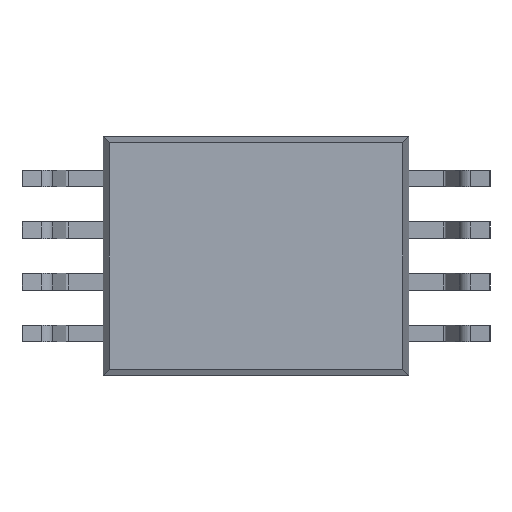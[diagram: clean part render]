
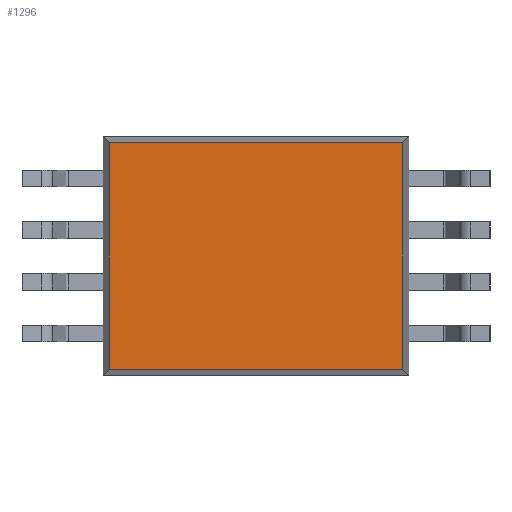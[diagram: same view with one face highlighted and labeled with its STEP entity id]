
A CAD part, front view. The second image highlights one B-rep face of the part: STEP entity #1296.
In plain terms, the highlighted planar face has unit normal (0, -1, 0).
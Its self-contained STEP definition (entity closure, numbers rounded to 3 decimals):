
#18 = VECTOR ( 'NONE', #2925, 1000. ) ;
#37 = ORIENTED_EDGE ( 'NONE', *, *, #1305, .T. ) ;
#304 = EDGE_CURVE ( 'NONE', #3908, #3208, #2893, .T. ) ;
#365 = EDGE_LOOP ( 'NONE', ( #37, #1950, #3693, #2443 ) ) ;
#440 = VECTOR ( 'NONE', #2241, 1000. ) ;
#584 = FACE_OUTER_BOUND ( 'NONE', #365, .T. ) ;
#783 = CARTESIAN_POINT ( 'NONE',  ( 3.602, 0.46, 2.777 ) ) ;
#864 = LINE ( 'NONE', #2937, #18 ) ;
#995 = CARTESIAN_POINT ( 'NONE',  ( 3.602, 0.46, -2.925 ) ) ;
#1028 = VERTEX_POINT ( 'NONE', #4088 ) ;
#1030 = CARTESIAN_POINT ( 'NONE',  ( -3.602, 0.46, 2.925 ) ) ;
#1296 = ADVANCED_FACE ( 'NONE', ( #584 ), #3271, .T. ) ;
#1305 = EDGE_CURVE ( 'NONE', #3478, #1028, #2871, .T. ) ;
#1350 = VECTOR ( 'NONE', #1985, 1000. ) ;
#1683 = DIRECTION ( 'NONE',  ( 0., 0., 1. ) ) ;
#1689 = DIRECTION ( 'NONE',  ( 0., 0., -1. ) ) ;
#1711 = CARTESIAN_POINT ( 'NONE',  ( 0., 0.46, 0. ) ) ;
#1950 = ORIENTED_EDGE ( 'NONE', *, *, #3685, .T. ) ;
#1985 = DIRECTION ( 'NONE',  ( 0., 0., -1. ) ) ;
#2194 = CARTESIAN_POINT ( 'NONE',  ( 3.602, 0.46, -2.777 ) ) ;
#2241 = DIRECTION ( 'NONE',  ( -1., 0., 0. ) ) ;
#2443 = ORIENTED_EDGE ( 'NONE', *, *, #2483, .T. ) ;
#2483 = EDGE_CURVE ( 'NONE', #3208, #3478, #3909, .T. ) ;
#2559 = AXIS2_PLACEMENT_3D ( 'NONE', #1711, #3561, #1689 ) ;
#2871 = LINE ( 'NONE', #1030, #1350 ) ;
#2893 = LINE ( 'NONE', #995, #2941 ) ;
#2925 = DIRECTION ( 'NONE',  ( 1., 0., 0. ) ) ;
#2937 = CARTESIAN_POINT ( 'NONE',  ( -3.75, 0.46, -2.777 ) ) ;
#2941 = VECTOR ( 'NONE', #1683, 1000. ) ;
#3120 = CARTESIAN_POINT ( 'NONE',  ( -3.602, 0.46, 2.777 ) ) ;
#3179 = CARTESIAN_POINT ( 'NONE',  ( 3.75, 0.46, 2.777 ) ) ;
#3208 = VERTEX_POINT ( 'NONE', #783 ) ;
#3271 = PLANE ( 'NONE',  #2559 ) ;
#3478 = VERTEX_POINT ( 'NONE', #3120 ) ;
#3561 = DIRECTION ( 'NONE',  ( 0., -1., 0. ) ) ;
#3685 = EDGE_CURVE ( 'NONE', #1028, #3908, #864, .T. ) ;
#3693 = ORIENTED_EDGE ( 'NONE', *, *, #304, .T. ) ;
#3908 = VERTEX_POINT ( 'NONE', #2194 ) ;
#3909 = LINE ( 'NONE', #3179, #440 ) ;
#4088 = CARTESIAN_POINT ( 'NONE',  ( -3.602, 0.46, -2.777 ) ) ;
